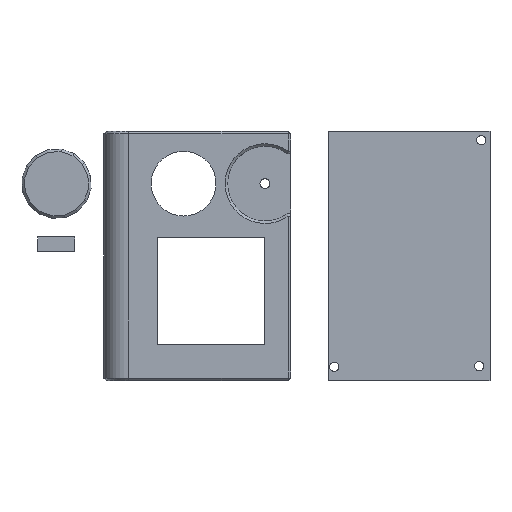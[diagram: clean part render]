
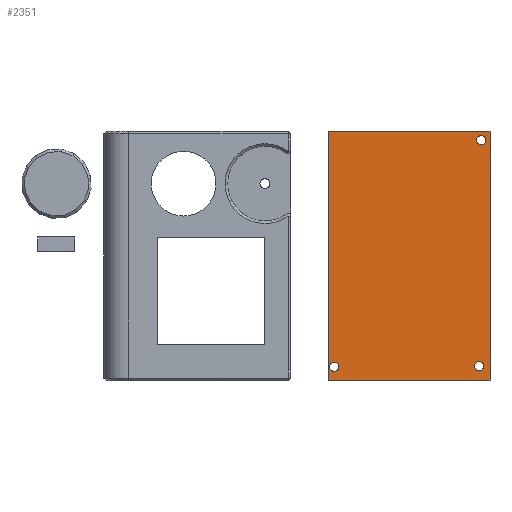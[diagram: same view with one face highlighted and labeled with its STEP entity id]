
A CAD part, top view. The second image highlights one B-rep face of the part: STEP entity #2351.
In plain terms, the highlighted planar face has unit normal (0, 0, 1).
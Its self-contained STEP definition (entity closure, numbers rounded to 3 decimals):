
#58=FACE_BOUND('',#403,.T.);
#59=FACE_BOUND('',#404,.T.);
#60=FACE_BOUND('',#405,.T.);
#120=PLANE('',#2573);
#243=FACE_OUTER_BOUND('',#402,.T.);
#402=EDGE_LOOP('',(#1952,#1953,#1954,#1955));
#403=EDGE_LOOP('',(#1956));
#404=EDGE_LOOP('',(#1957));
#405=EDGE_LOOP('',(#1958));
#587=LINE('',#3719,#830);
#590=LINE('',#3739,#833);
#592=LINE('',#3757,#835);
#595=LINE('',#3773,#838);
#830=VECTOR('',#3010,10.);
#833=VECTOR('',#3019,10.);
#835=VECTOR('',#3025,10.);
#838=VECTOR('',#3030,10.);
#1012=CIRCLE('',#2566,1.85);
#1014=CIRCLE('',#2570,1.85);
#1015=CIRCLE('',#2572,1.85);
#1128=VERTEX_POINT('',#3716);
#1129=VERTEX_POINT('',#3718);
#1133=VERTEX_POINT('',#3737);
#1137=VERTEX_POINT('',#3755);
#1144=VERTEX_POINT('',#3793);
#1146=VERTEX_POINT('',#3801);
#1147=VERTEX_POINT('',#3805);
#1393=EDGE_CURVE('',#1129,#1128,#587,.T.);
#1399=EDGE_CURVE('',#1128,#1133,#590,.T.);
#1403=EDGE_CURVE('',#1133,#1137,#592,.T.);
#1407=EDGE_CURVE('',#1137,#1129,#595,.T.);
#1418=EDGE_CURVE('',#1144,#1144,#1012,.T.);
#1422=EDGE_CURVE('',#1146,#1146,#1014,.T.);
#1424=EDGE_CURVE('',#1147,#1147,#1015,.T.);
#1952=ORIENTED_EDGE('',*,*,#1407,.T.);
#1953=ORIENTED_EDGE('',*,*,#1393,.T.);
#1954=ORIENTED_EDGE('',*,*,#1399,.T.);
#1955=ORIENTED_EDGE('',*,*,#1403,.T.);
#1956=ORIENTED_EDGE('',*,*,#1424,.T.);
#1957=ORIENTED_EDGE('',*,*,#1422,.T.);
#1958=ORIENTED_EDGE('',*,*,#1418,.T.);
#2351=ADVANCED_FACE('',(#243,#58,#59,#60),#120,.T.);
#2566=AXIS2_PLACEMENT_3D('',#3794,#3058,#3059);
#2570=AXIS2_PLACEMENT_3D('',#3802,#3068,#3069);
#2572=AXIS2_PLACEMENT_3D('',#3806,#3073,#3074);
#2573=AXIS2_PLACEMENT_3D('',#3808,#3076,#3077);
#3010=DIRECTION('',(0.,-1.,0.));
#3019=DIRECTION('',(1.,0.,0.));
#3025=DIRECTION('',(0.,1.,0.));
#3030=DIRECTION('',(-1.,0.,0.));
#3058=DIRECTION('center_axis',(0.,0.,-1.));
#3059=DIRECTION('ref_axis',(1.,0.,0.));
#3068=DIRECTION('center_axis',(0.,0.,-1.));
#3069=DIRECTION('ref_axis',(1.,0.,0.));
#3073=DIRECTION('center_axis',(0.,0.,-1.));
#3074=DIRECTION('ref_axis',(1.,0.,0.));
#3076=DIRECTION('center_axis',(0.,0.,1.));
#3077=DIRECTION('ref_axis',(1.,0.,0.));
#3716=CARTESIAN_POINT('',(50.,-50.023,0.7));
#3718=CARTESIAN_POINT('',(50.,49.977,0.7));
#3719=CARTESIAN_POINT('',(50.,48.5,0.7));
#3737=CARTESIAN_POINT('',(114.983,-50.023,0.7));
#3739=CARTESIAN_POINT('',(114.983,-50.023,0.7));
#3755=CARTESIAN_POINT('',(114.983,49.977,0.7));
#3757=CARTESIAN_POINT('',(114.983,49.977,0.7));
#3773=CARTESIAN_POINT('',(39.983,49.977,0.7));
#3793=CARTESIAN_POINT('',(50.65,-44.5,0.7));
#3794=CARTESIAN_POINT('Origin',(52.5,-44.5,0.7));
#3801=CARTESIAN_POINT('',(108.839,-44.188,0.7));
#3802=CARTESIAN_POINT('Origin',(110.689,-44.188,0.7));
#3805=CARTESIAN_POINT('',(109.65,46.5,0.7));
#3806=CARTESIAN_POINT('Origin',(111.5,46.5,0.7));
#3808=CARTESIAN_POINT('Origin',(82.491,-0.023,0.7));
